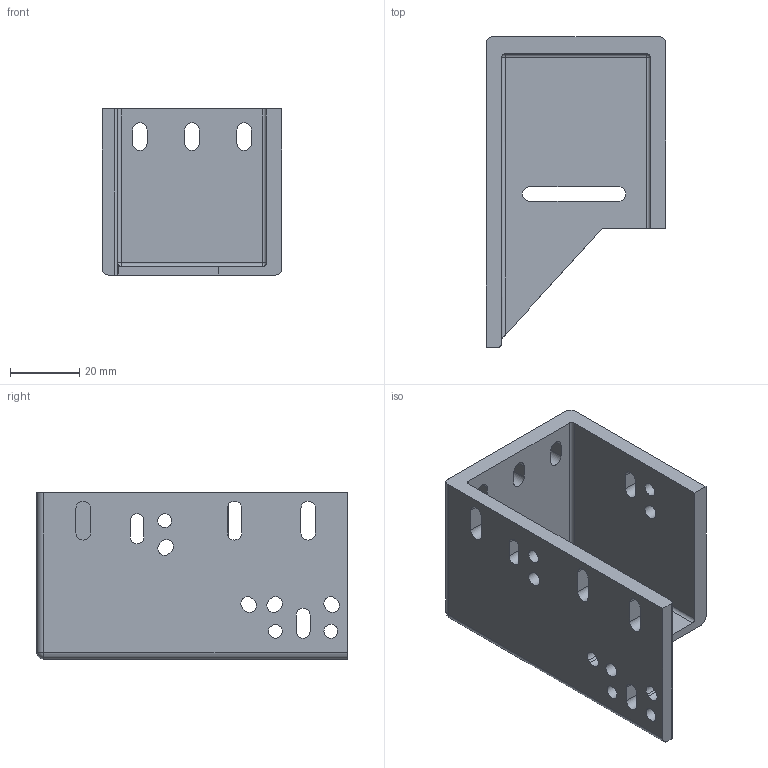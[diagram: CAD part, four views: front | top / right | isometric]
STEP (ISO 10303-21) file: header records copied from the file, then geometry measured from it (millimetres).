
FILE_DESCRIPTION(/* description */ ('STEP AP203'),/* implementation_level */ '2;1');
FILE_NAME(/* name */ '',/* time_stamp */ '2024-10-23T18:50:38+03:00',/* author */ ('Phantom'),/* organization */ (''),/* preprocessor_version */ 'ST-DEVELOPER v20',/* originating_system */ 'Autodesk Inventor 2025',/* authorisation */ '');
FILE_SCHEMA (('AUTOMOTIVE_DESIGN { 1 0 10303 214 3 1 1 }'));
Length unit declared in the file: millimetre
Products named in the file (1): 1120-0003-0096_MIR1
Bounding box: 52 x 89.75 x 48 mm (x, y, z)
Volume: 45733.3 mm3; surface area: 25318.3 mm2
Topology: 1 solids, 1 shells, 92 faces, 258 edges, 169 vertices
Faces by surface type: cylinder 46, plane 42, sphere 4
Full cylindrical faces by diameter (mm): 4 x4
Entity records: 3108 total; most frequent: DIRECTION 536, CARTESIAN_POINT 520, ORIENTED_EDGE 516, EDGE_CURVE 258, AXIS2_PLACEMENT_3D 185, VERTEX_POINT 168, LINE 166, VECTOR 166
